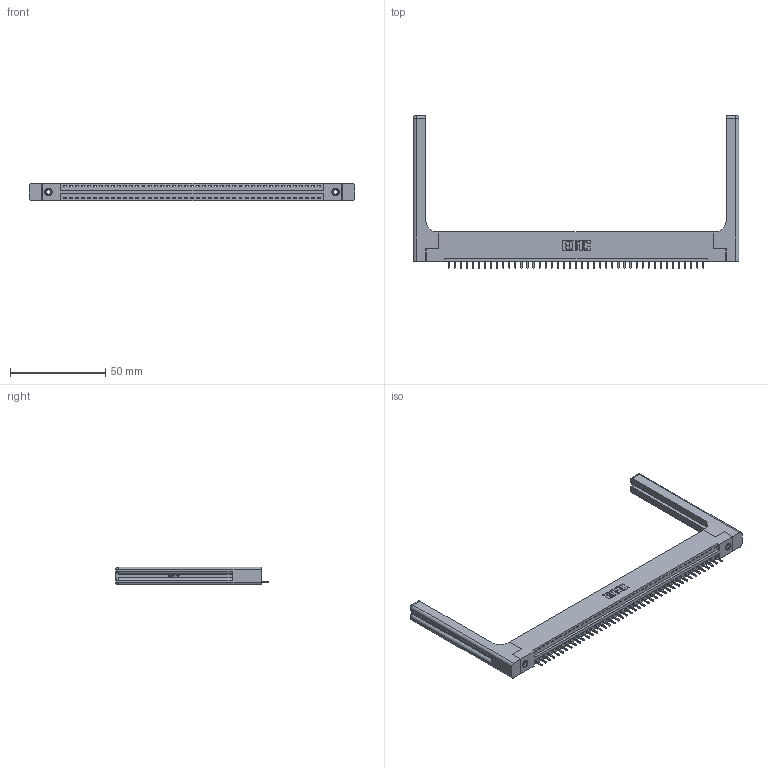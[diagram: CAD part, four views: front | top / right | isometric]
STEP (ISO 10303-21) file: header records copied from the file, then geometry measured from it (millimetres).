
FILE_DESCRIPTION (( 'STEP AP203' ), '1' );
FILE_NAME ('346-043-521-158.STEP', '2022-05-09T15:27:10', ( '' ), ( '' ), 'SwSTEP 2.0', 'SolidWorks 2020', '' );
FILE_SCHEMA (( 'CONFIG_CONTROL_DESIGN' ));
Length unit declared in the file: inch
Products named in the file (5): 345-292-001_345-293-121; 346-220-058_345-220-058; 346-043-521-158; 346 Part_Flush Mounting Lugs - 0.156 Dia-TH; 345-250-001_345-250-001-102
Assembly tree (48 placements, depth 2):
  346-043-521-158
    346 Part_Flush Mounting Lugs - 0.156 Dia-TH
    345-292-001_345-293-121  x43
    345-250-001_345-250-001-102  x2
    346-220-058_345-220-058  x2
Bounding box: 170.59 x 80.01 x 9.4 mm (x, y, z)
Volume: 23713.7 mm3; surface area: 24968.1 mm2
Topology: 48 solids, 48 shells, 2886 faces, 8599 edges, 5654 vertices
Faces by surface type: plane 1958, cylinder 868, bspline 36, cone 12, sphere 8, torus 4
Entity records: 32168 total; most frequent: CARTESIAN_POINT 6496, ORIENTED_EDGE 5268, DIRECTION 4660, EDGE_CURVE 2634, VECTOR 2238, LINE 2238, VERTEX_POINT 1746, AXIS2_PLACEMENT_3D 1211
